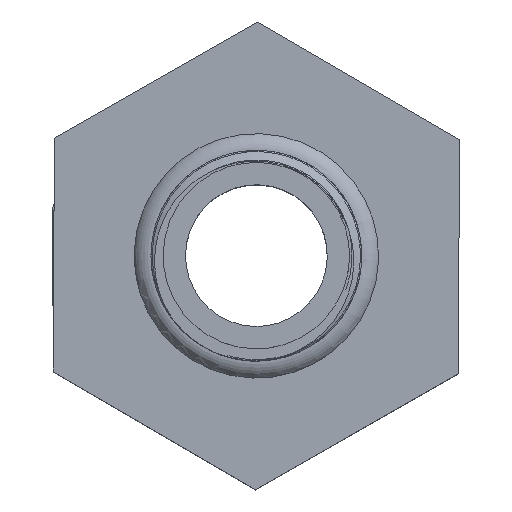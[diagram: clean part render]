
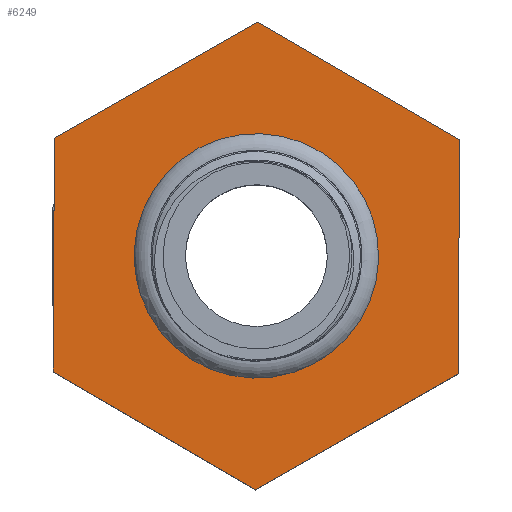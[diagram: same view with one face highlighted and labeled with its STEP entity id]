
A CAD part, top view. The second image highlights one B-rep face of the part: STEP entity #6249.
In plain terms, the highlighted planar face has unit normal (0, 0, 1).
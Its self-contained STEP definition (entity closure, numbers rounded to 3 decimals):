
#48=FACE_BOUND('',#1070,.T.);
#364=PLANE('',#6477);
#701=FACE_OUTER_BOUND('',#1069,.T.);
#1069=EDGE_LOOP('',(#5886,#5887,#5888,#5889,#5890,#5891));
#1070=EDGE_LOOP('',(#5892));
#1078=CIRCLE('',#6446,12.071);
#1974=LINE('',#18884,#2540);
#1976=LINE('',#18888,#2542);
#1978=LINE('',#18892,#2544);
#1980=LINE('',#18896,#2546);
#1982=LINE('',#18900,#2548);
#1984=LINE('',#18903,#2550);
#2540=VECTOR('',#7450,10.);
#2542=VECTOR('',#7454,10.);
#2544=VECTOR('',#7458,10.);
#2546=VECTOR('',#7462,10.);
#2548=VECTOR('',#7466,10.);
#2550=VECTOR('',#7470,10.);
#3118=VERTEX_POINT('',#12586);
#3153=VERTEX_POINT('',#18881);
#3154=VERTEX_POINT('',#18883);
#3155=VERTEX_POINT('',#18887);
#3156=VERTEX_POINT('',#18891);
#3157=VERTEX_POINT('',#18895);
#3158=VERTEX_POINT('',#18899);
#4004=EDGE_CURVE('',#3118,#3118,#1078,.T.);
#4060=EDGE_CURVE('',#3154,#3153,#1974,.T.);
#4062=EDGE_CURVE('',#3155,#3154,#1976,.T.);
#4064=EDGE_CURVE('',#3156,#3155,#1978,.T.);
#4066=EDGE_CURVE('',#3157,#3156,#1980,.T.);
#4068=EDGE_CURVE('',#3158,#3157,#1982,.T.);
#4070=EDGE_CURVE('',#3153,#3158,#1984,.T.);
#5886=ORIENTED_EDGE('',*,*,#4070,.T.);
#5887=ORIENTED_EDGE('',*,*,#4068,.T.);
#5888=ORIENTED_EDGE('',*,*,#4066,.T.);
#5889=ORIENTED_EDGE('',*,*,#4064,.T.);
#5890=ORIENTED_EDGE('',*,*,#4062,.T.);
#5891=ORIENTED_EDGE('',*,*,#4060,.T.);
#5892=ORIENTED_EDGE('',*,*,#4004,.T.);
#6249=ADVANCED_FACE('',(#701,#48),#364,.T.);
#6446=AXIS2_PLACEMENT_3D('',#12587,#7387,#7388);
#6477=AXIS2_PLACEMENT_3D('',#18904,#7471,#7472);
#7387=DIRECTION('center_axis',(0.,0.,-1.));
#7388=DIRECTION('ref_axis',(-0.99,-0.139,0.));
#7450=DIRECTION('',(0.004,1.,0.));
#7454=DIRECTION('',(0.868,0.497,0.));
#7458=DIRECTION('',(0.864,-0.503,0.));
#7462=DIRECTION('',(-0.004,-1.,0.));
#7466=DIRECTION('',(-0.868,-0.497,0.));
#7470=DIRECTION('',(-0.864,0.503,0.));
#7471=DIRECTION('center_axis',(0.,0.,1.));
#7472=DIRECTION('ref_axis',(0.99,0.139,0.));
#12586=CARTESIAN_POINT('',(11.954,1.68,32.1));
#12587=CARTESIAN_POINT('Origin',(0.,0.,32.1));
#18881=CARTESIAN_POINT('',(20.046,11.467,32.1));
#18883=CARTESIAN_POINT('',(19.953,-11.627,32.1));
#18884=CARTESIAN_POINT('',(19.953,-11.627,32.1));
#18887=CARTESIAN_POINT('',(-0.093,-23.094,32.1));
#18888=CARTESIAN_POINT('',(-0.093,-23.094,32.1));
#18891=CARTESIAN_POINT('',(-20.046,-11.467,32.1));
#18892=CARTESIAN_POINT('',(-20.046,-11.467,32.1));
#18895=CARTESIAN_POINT('',(-19.953,11.627,32.1));
#18896=CARTESIAN_POINT('',(-19.953,11.627,32.1));
#18899=CARTESIAN_POINT('',(0.093,23.094,32.1));
#18900=CARTESIAN_POINT('',(0.093,23.094,32.1));
#18903=CARTESIAN_POINT('',(20.046,11.467,32.1));
#18904=CARTESIAN_POINT('Origin',(0.,0.,
32.1));
